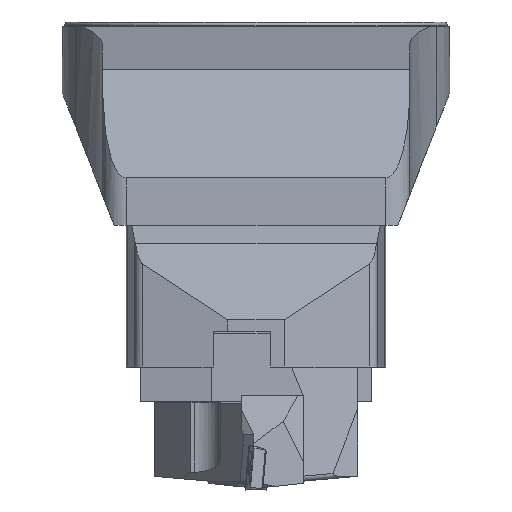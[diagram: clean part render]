
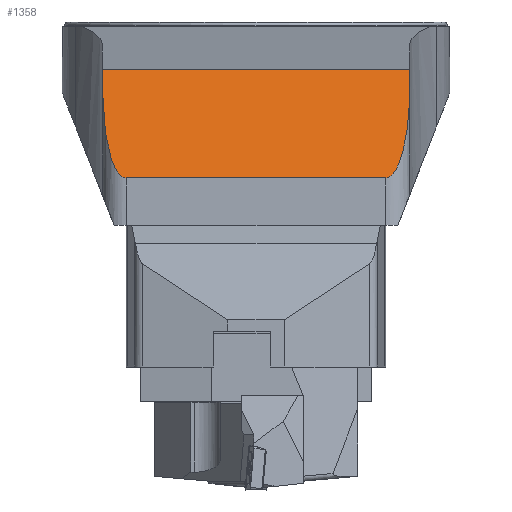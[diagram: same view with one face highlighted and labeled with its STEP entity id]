
A CAD part, left-side view. The second image highlights one B-rep face of the part: STEP entity #1358.
In plain terms, the highlighted planar face has unit normal (-0.966, 0, 0.259).
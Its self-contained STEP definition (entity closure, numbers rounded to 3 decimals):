
#251=ELLIPSE('',#3994,38.637,10.);
#252=ELLIPSE('',#3995,38.637,10.);
#297=FACE_OUTER_BOUND('',#1685,.T.);
#471=PLANE('',#3996);
#637=LINE('',#5501,#1008);
#643=LINE('',#5513,#1014);
#644=LINE('',#5519,#1015);
#645=LINE('',#5521,#1016);
#1008=VECTOR('',#4408,1.);
#1014=VECTOR('',#4418,1.);
#1015=VECTOR('',#4423,1.);
#1016=VECTOR('',#4424,1.);
#1358=ADVANCED_FACE('',(#297),#471,.F.);
#1685=EDGE_LOOP('',(#1983,#1984,#1985,#1986,#1987,#1988));
#1983=ORIENTED_EDGE('',*,*,#3288,.T.);
#1984=ORIENTED_EDGE('',*,*,#3289,.T.);
#1985=ORIENTED_EDGE('',*,*,#3282,.F.);
#1986=ORIENTED_EDGE('',*,*,#3290,.T.);
#1987=ORIENTED_EDGE('',*,*,#3291,.T.);
#1988=ORIENTED_EDGE('',*,*,#3292,.T.);
#2940=VERTEX_POINT('',#5502);
#2941=VERTEX_POINT('',#5503);
#2944=VERTEX_POINT('',#5514);
#2945=VERTEX_POINT('',#5515);
#2946=VERTEX_POINT('',#5518);
#2947=VERTEX_POINT('',#5520);
#3282=EDGE_CURVE('',#2940,#2941,#637,.T.);
#3288=EDGE_CURVE('',#2944,#2945,#643,.T.);
#3289=EDGE_CURVE('',#2945,#2941,#251,.T.);
#3290=EDGE_CURVE('',#2940,#2946,#252,.T.);
#3291=EDGE_CURVE('',#2946,#2947,#644,.T.);
#3292=EDGE_CURVE('',#2947,#2944,#645,.T.);
#3994=AXIS2_PLACEMENT_3D('',#5516,#4419,#4420);
#3995=AXIS2_PLACEMENT_3D('',#5517,#4421,#4422);
#3996=AXIS2_PLACEMENT_3D('',#5522,#4425,#4426);
#4408=DIRECTION('',(0.,1.,0.));
#4418=DIRECTION('',(-0.259,0.,-0.966));
#4419=DIRECTION('',(-0.966,0.,0.259));
#4420=DIRECTION('',(-0.259,0.,-0.966));
#4421=DIRECTION('',(-0.966,0.,0.259));
#4422=DIRECTION('',(0.259,0.,0.966));
#4423=DIRECTION('',(0.259,0.,0.966));
#4424=DIRECTION('',(0.,1.,0.));
#4425=DIRECTION('',(0.966,0.,-0.259));
#4426=DIRECTION('',(0.259,0.,0.966));
#5501=CARTESIAN_POINT('',(-235.,-235.,-66.));
#5502=CARTESIAN_POINT('',(-235.,-55.,-66.));
#5503=CARTESIAN_POINT('',(-235.,55.,-66.));
#5513=CARTESIAN_POINT('',(-222.674,65.,-20.));
#5514=CARTESIAN_POINT('',(-222.674,65.,-20.));
#5515=CARTESIAN_POINT('',(-225.,65.,-28.679));
#5516=CARTESIAN_POINT('',(-225.,55.,-28.679));
#5517=CARTESIAN_POINT('',(-225.,-55.,-28.679));
#5518=CARTESIAN_POINT('',(-225.,-65.,-28.679));
#5519=CARTESIAN_POINT('',(-222.674,-65.,-20.));
#5520=CARTESIAN_POINT('',(-222.674,-65.,-20.));
#5521=CARTESIAN_POINT('',(-222.674,-235.,-20.));
#5522=CARTESIAN_POINT('',(-222.674,-235.,-20.));
